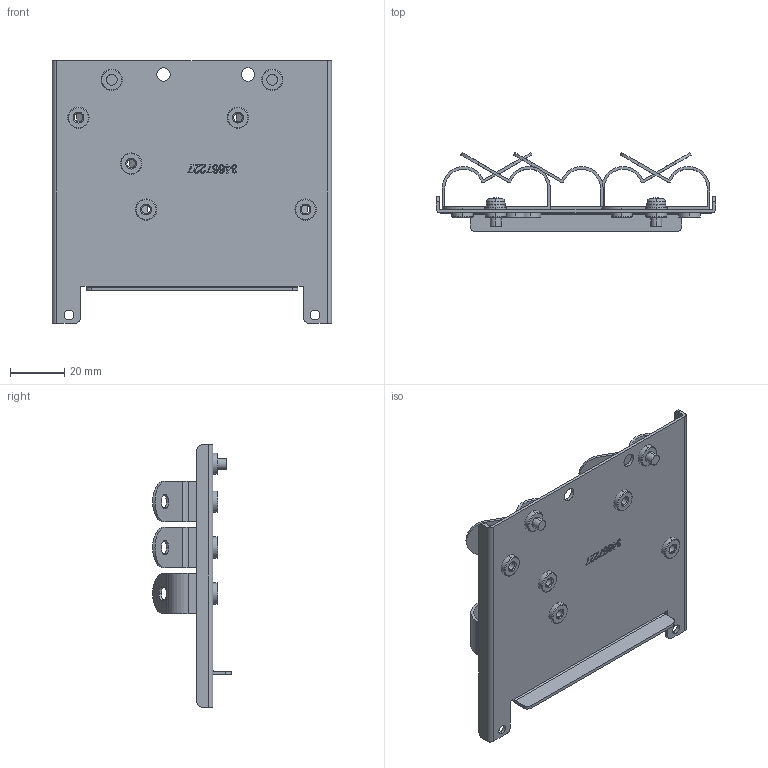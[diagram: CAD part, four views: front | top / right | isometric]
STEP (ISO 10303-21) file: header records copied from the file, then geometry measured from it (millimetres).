
FILE_DESCRIPTION (( 'STEP AP214' ), '1' );
FILE_NAME ('MKM-EPD-PD-3D00 r1.STEP', '2019-09-03T21:13:23', ( '' ), ( '' ), 'SwSTEP 2.0', 'SolidWorks 2017', '' );
FILE_SCHEMA (( 'AUTOMOTIVE_DESIGN' ));
Length unit declared in the file: inch
Products named in the file (1): MKM-EPD-PD-3D00 r1
Bounding box: 103.4 x 29.11 x 97 mm (x, y, z)
Volume: 19420 mm3; surface area: 36257.4 mm2
Topology: 15 solids, 15 shells, 586 faces, 1503 edges, 990 vertices
Faces by surface type: plane 232, cylinder 159, bspline 129, cone 60, torus 4, sphere 2
Entity records: 19419 total; most frequent: CARTESIAN_POINT 4769, ORIENTED_EDGE 3006, DIRECTION 2603, EDGE_CURVE 1503, VERTEX_POINT 990, AXIS2_PLACEMENT_3D 900, LINE 803, VECTOR 803
